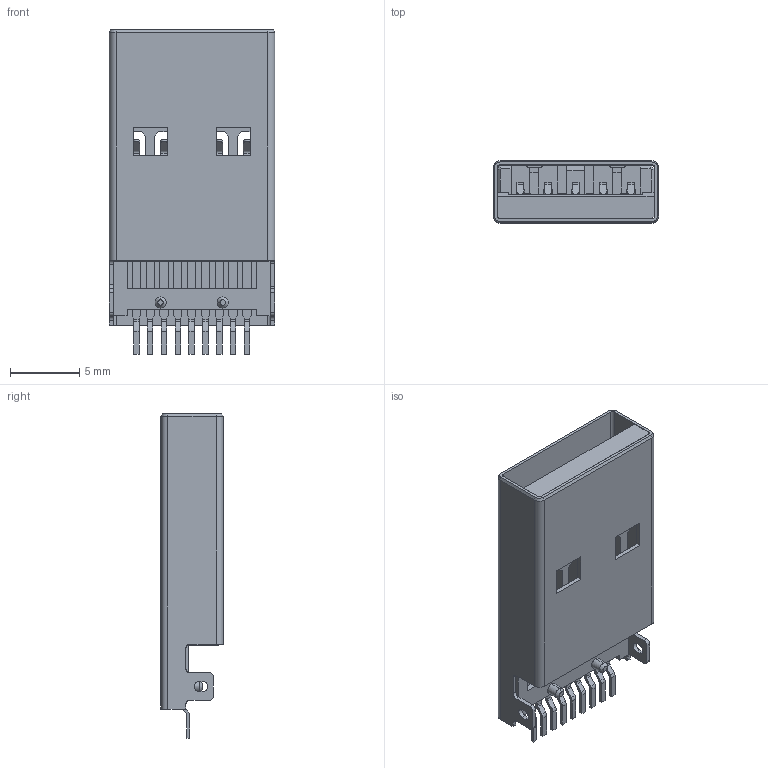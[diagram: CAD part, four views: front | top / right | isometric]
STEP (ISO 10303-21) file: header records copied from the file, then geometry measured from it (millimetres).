
FILE_DESCRIPTION((''),'2;1');
FILE_NAME('USB-MALE-FOXCONN','2014-11-05T',('jayala'),('Arris Group, Inc.'),'PRO/ENGINEER BY PARAMETRIC TECHNOLOGY CORPORATION, 2012200','PRO/ENGINEER BY PARAMETRIC TECHNOLOGY CORPORATION, 2012200','');
FILE_SCHEMA(('CONFIG_CONTROL_DESIGN'));
Length unit declared in the file: millimetre
Products named in the file (8): CONTACT_5-1; CONTACT-1-1; CONTACT-2-1; CONTACT-3-1; CONTACT-4-1; HOUSING-1; SHELL-SA-1; USB-MALE-FOXCONN
Assembly tree (7 placements, depth 2):
  USB-MALE-FOXCONN
    CONTACT_5-1
    CONTACT-1-1
    CONTACT-2-1
    CONTACT-3-1
    CONTACT-4-1
    HOUSING-1
    SHELL-SA-1
Bounding box: 12 x 4.5 x 23.5 mm (x, y, z)
Volume: 543.8 mm3; surface area: 2311 mm2
Topology: 7 solids, 7 shells, 681 faces, 1973 edges, 1307 vertices
Faces by surface type: plane 452, cylinder 209, torus 12, cone 8
Entity records: 22625 total; most frequent: CARTESIAN_POINT 3976, ORIENTED_EDGE 3946, DIRECTION 3809, EDGE_CURVE 1973, VECTOR 1529, LINE 1529, VERTEX_POINT 1307, AXIS2_PLACEMENT_3D 1140
